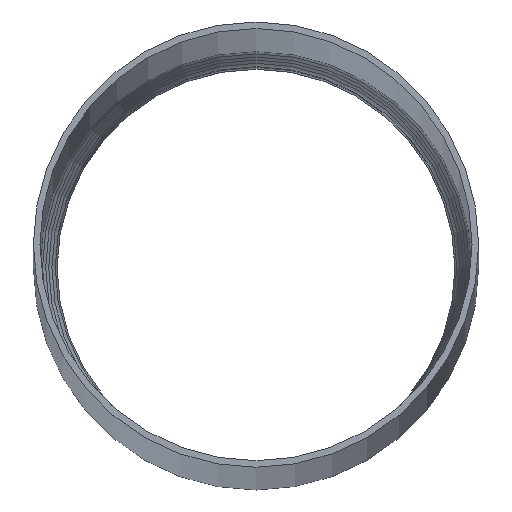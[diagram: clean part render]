
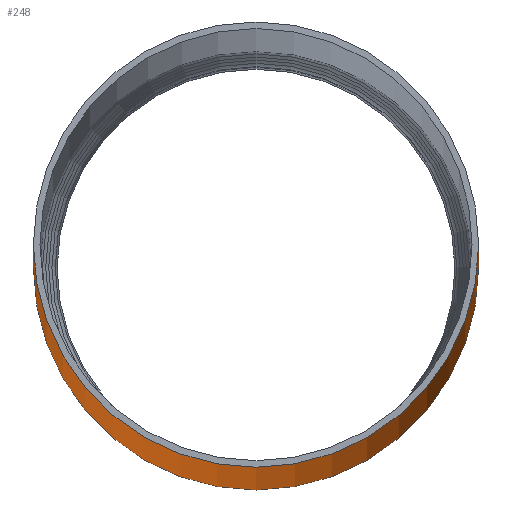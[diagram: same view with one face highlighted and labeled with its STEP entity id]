
A CAD part, top view. The second image highlights one B-rep face of the part: STEP entity #248.
In plain terms, the highlighted cylindrical face has radius 510 mm (diameter 1020 mm), a full revolution.
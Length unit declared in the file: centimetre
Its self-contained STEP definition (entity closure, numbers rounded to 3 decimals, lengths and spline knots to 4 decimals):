
#23=CYLINDRICAL_SURFACE('',#290,51.);
#32=LINE('',#459,#41);
#41=VECTOR('',#383,51.);
#65=FACE_OUTER_BOUND('',#80,.T.);
#80=EDGE_LOOP('',(#229,#230,#231,#232,#233));
#81=CIRCLE('',#252,51.);
#85=CIRCLE('',#257,51.);
#86=CIRCLE('',#258,51.);
#107=VERTEX_POINT('',#390);
#111=VERTEX_POINT('',#398);
#112=VERTEX_POINT('',#400);
#129=EDGE_CURVE('',#107,#107,#81,.T.);
#133=EDGE_CURVE('',#111,#112,#85,.T.);
#134=EDGE_CURVE('',#112,#111,#86,.T.);
#163=EDGE_CURVE('',#112,#107,#32,.T.);
#229=ORIENTED_EDGE('',*,*,#133,.F.);
#230=ORIENTED_EDGE('',*,*,#134,.F.);
#231=ORIENTED_EDGE('',*,*,#163,.T.);
#232=ORIENTED_EDGE('',*,*,#129,.F.);
#233=ORIENTED_EDGE('',*,*,#163,.F.);
#248=ADVANCED_FACE('',(#65),#23,.T.);
#252=AXIS2_PLACEMENT_3D('',#391,#297,#298);
#257=AXIS2_PLACEMENT_3D('',#401,#307,#308);
#258=AXIS2_PLACEMENT_3D('',#402,#309,#310);
#290=AXIS2_PLACEMENT_3D('',#458,#381,#382);
#297=DIRECTION('center_axis',(0.,0.,1.));
#298=DIRECTION('ref_axis',(1.,0.,0.));
#307=DIRECTION('center_axis',(0.,0.,-1.));
#308=DIRECTION('ref_axis',(1.,0.,0.));
#309=DIRECTION('center_axis',(0.,0.,-1.));
#310=DIRECTION('ref_axis',(1.,0.,0.));
#381=DIRECTION('center_axis',(0.,0.,-1.));
#382=DIRECTION('ref_axis',(-1.,0.,0.));
#383=DIRECTION('',(0.,0.,1.));
#390=CARTESIAN_POINT('',(51.,0.,3095.));
#391=CARTESIAN_POINT('Origin',(0.,0.,3095.));
#398=CARTESIAN_POINT('',(0.,-51.,109.0787));
#400=CARTESIAN_POINT('',(51.,0.,109.0787));
#401=CARTESIAN_POINT('Origin',(0.,0.,109.0787));
#402=CARTESIAN_POINT('Origin',(0.,0.,109.0787));
#458=CARTESIAN_POINT('Origin',(0.,0.,352.0393));
#459=CARTESIAN_POINT('',(51.,0.,352.0393));
